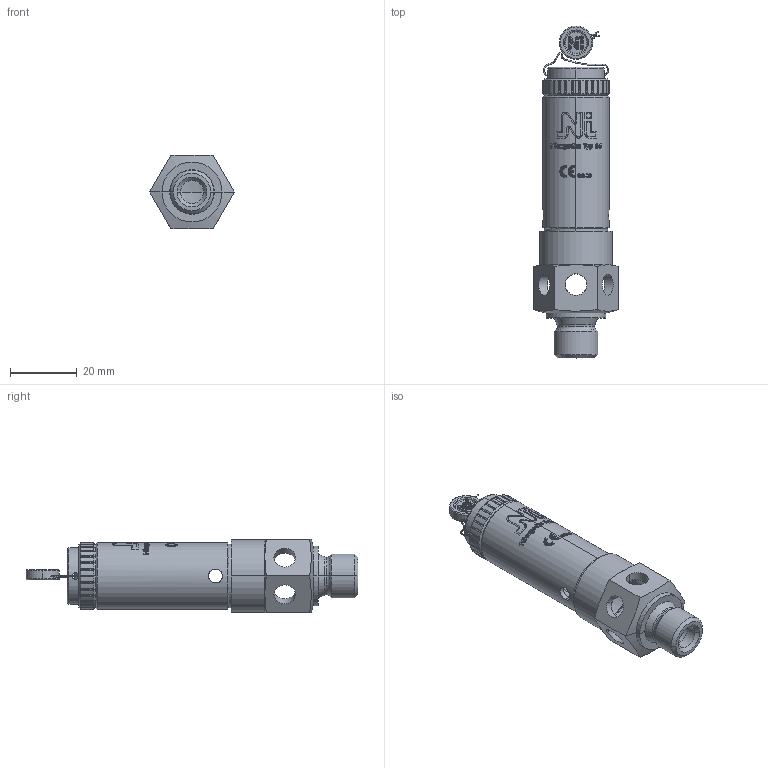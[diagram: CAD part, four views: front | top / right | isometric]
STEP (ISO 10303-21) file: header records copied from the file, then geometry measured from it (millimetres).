
FILE_DESCRIPTION (( 'STEP AP203' ), '1' );
FILE_NAME ('Typ 66.STEP', '2018-01-16T12:10:31', ( '' ), ( '' ), 'SwSTEP 2.0', 'SolidWorks 2016', '' );
FILE_SCHEMA (( 'CONFIG_CONTROL_DESIGN' ));
Length unit declared in the file: millimetre
Products named in the file (1): Typ 66
Bounding box: 25.4 x 99.7 x 22 mm (x, y, z)
Volume: 9999.5 mm3; surface area: 14983.8 mm2
Topology: 6 solids, 6 shells, 740 faces, 1897 edges, 1214 vertices
Faces by surface type: bspline 231, cylinder 213, plane 202, torus 62, cone 28, sphere 4
Entity records: 34041 total; most frequent: CARTESIAN_POINT 17843, ORIENTED_EDGE 3794, DIRECTION 2623, EDGE_CURVE 1897, VERTEX_POINT 1214, AXIS2_PLACEMENT_3D 971, EDGE_LOOP 815, ADVANCED_FACE 740
